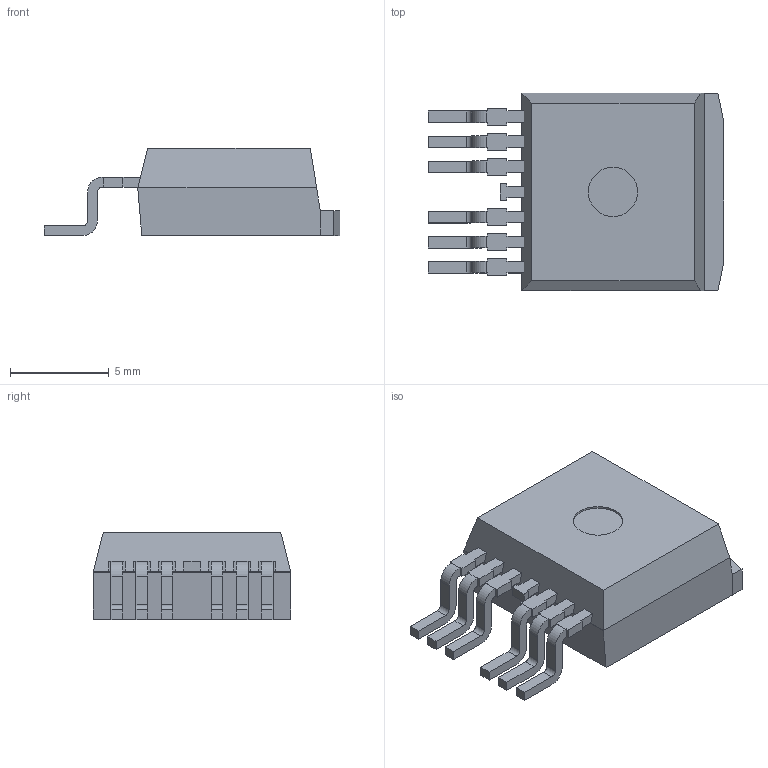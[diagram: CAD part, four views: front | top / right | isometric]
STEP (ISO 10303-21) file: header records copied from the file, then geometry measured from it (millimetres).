
FILE_DESCRIPTION(/* description */ ('model of TO-263-6'),/* implementation_level */ '2;1');
FILE_NAME(/* name */ 'TO-263-6.step',/* time_stamp */ '2017-04-30T10:19:59',/* author */ ('Ray Benitez',''),/* organization */ (''),/* preprocessor_version */ '',/* originating_system */ '',/* authorisation */ '');
FILE_SCHEMA(('AUTOMOTIVE_DESIGN_CC2 { 1 2 10303 214 -1 1 5 4 }'));
Length unit declared in the file: millimetre
Products named in the file (1): TO_263_6
Bounding box: 15 x 10 x 4.42 mm (x, y, z)
Volume: 409.4 mm3; surface area: 451.2 mm2
Topology: 1 solids, 1 shells, 160 faces, 446 edges, 296 vertices
Faces by surface type: plane 135, cylinder 25
Full cylindrical faces by diameter (mm): 2.5 x1
Entity records: 3499 total; most frequent: ORIENTED_EDGE 729, CARTESIAN_POINT 550, EDGE_CURVE 446, LINE 343, VERTEX_POINT 296, FACE_BOUND 168, EDGE_LOOP 168, AXIS2_PLACEMENT_3D 167
